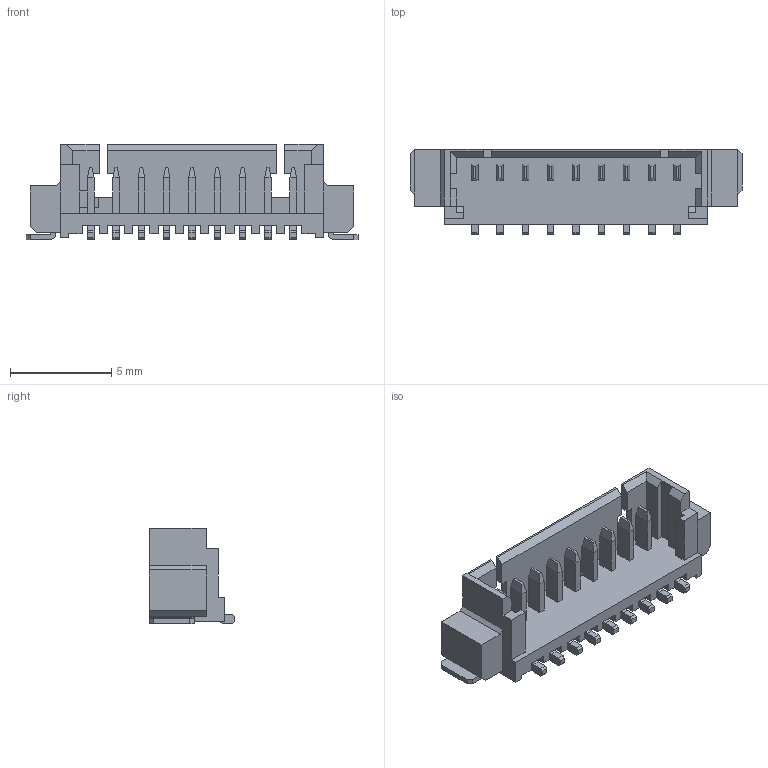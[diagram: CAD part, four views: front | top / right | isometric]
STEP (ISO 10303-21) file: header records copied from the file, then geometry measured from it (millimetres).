
FILE_DESCRIPTION((''),'2;1');
FILE_NAME('533980971','2014-06-17T',('me'),(''),'PRO/ENGINEER BY PARAMETRIC TECHNOLOGY CORPORATION, 2011490','PRO/ENGINEER BY PARAMETRIC TECHNOLOGY CORPORATION, 2011490','');
FILE_SCHEMA(('CONFIG_CONTROL_DESIGN'));
Length unit declared in the file: millimetre
Products named in the file (1): 533980971
Bounding box: 16.4 x 4.2 x 4.7 mm (x, y, z)
Volume: 90.8 mm3; surface area: 425.6 mm2
Topology: 1 solids, 2 shells, 402 faces, 1095 edges, 732 vertices
Faces by surface type: plane 394, cylinder 8
Entity records: 12309 total; most frequent: CARTESIAN_POINT 2180, ORIENTED_EDGE 2088, DIRECTION 1911, VECTOR 1077, LINE 1077, EDGE_CURVE 1044, VERTEX_POINT 674, EDGE_LOOP 430
